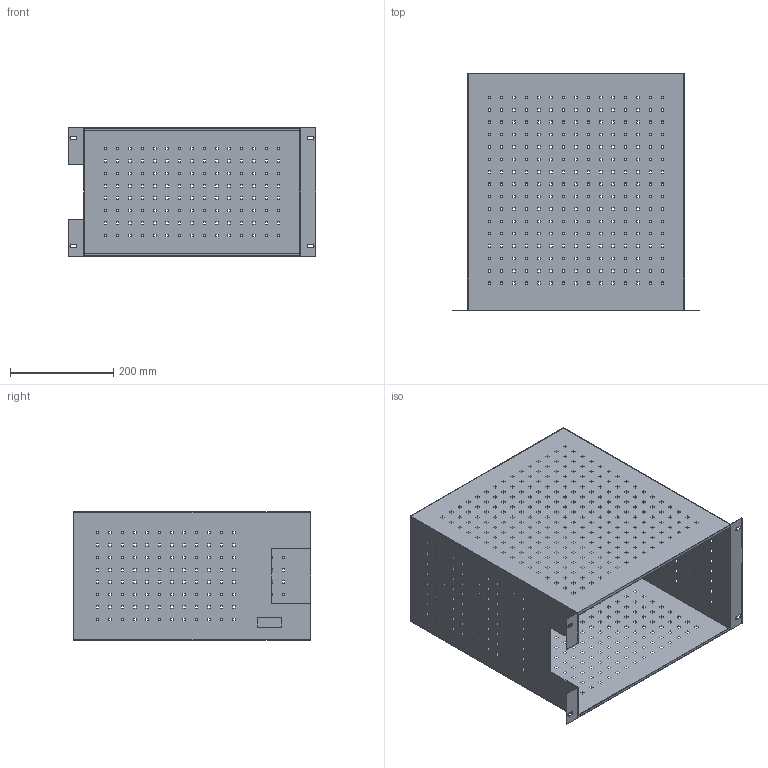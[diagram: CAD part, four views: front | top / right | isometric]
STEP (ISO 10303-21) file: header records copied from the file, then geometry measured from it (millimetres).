
FILE_DESCRIPTION (( 'STEP AP214' ), '1' );
FILE_NAME ('967940.STEP', '2024-11-11T08:22:29', ( '' ), ( '' ), 'SwSTEP 2.0', 'SolidWorks 2022', '' );
FILE_SCHEMA (( 'AUTOMOTIVE_DESIGN' ));
Length unit declared in the file: millimetre
Products named in the file (1): 967940
Bounding box: 480 x 459.99 x 250 mm (x, y, z)
Volume: 705540.2 mm3; surface area: 1429179.3 mm2
Topology: 1 solids, 1 shells, 3345 faces, 10026 edges, 6684 vertices
Faces by surface type: plane 3333, cylinder 12
Entity records: 113690 total; most frequent: CARTESIAN_POINT 20056, ORIENTED_EDGE 20052, DIRECTION 16742, EDGE_CURVE 10026, LINE 10002, VECTOR 10002, VERTEX_POINT 6684, EDGE_LOOP 5002
